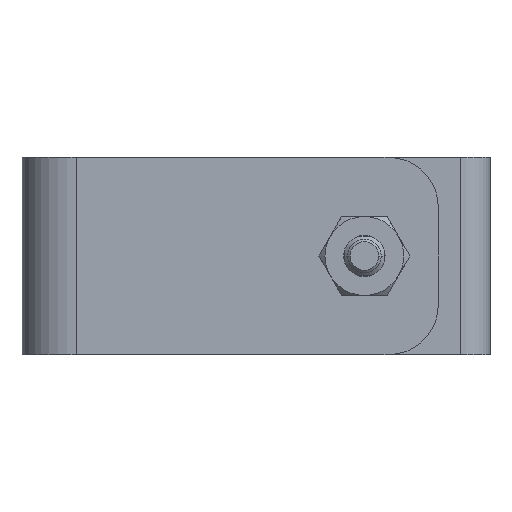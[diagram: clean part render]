
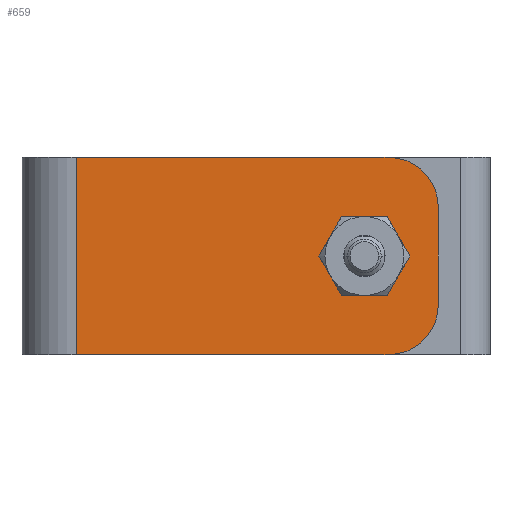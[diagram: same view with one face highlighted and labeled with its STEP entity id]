
A CAD part, left-side view. The second image highlights one B-rep face of the part: STEP entity #659.
In plain terms, the highlighted planar face has unit normal (-1, 0, 0).
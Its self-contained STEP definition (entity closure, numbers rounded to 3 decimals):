
#4 = CARTESIAN_POINT ( 'NONE',  ( -19., 10.5, -10. ) ) ;
#7 = CARTESIAN_POINT ( 'NONE',  ( -19., 20.5, -10. ) ) ;
#19 = CARTESIAN_POINT ( 'NONE',  ( -19., 21., -4.5 ) ) ;
#37 = ORIENTED_EDGE ( 'NONE', *, *, #432, .T. ) ;
#98 = VECTOR ( 'NONE', #2180, 1000. ) ;
#180 = ORIENTED_EDGE ( 'NONE', *, *, #1423, .F. ) ;
#205 = DIRECTION ( 'NONE',  ( 0., 1., 0. ) ) ;
#227 = CARTESIAN_POINT ( 'NONE',  ( -19., 30., 4.5 ) ) ;
#314 = CARTESIAN_POINT ( 'NONE',  ( -19., 20.5, 20. ) ) ;
#334 = VECTOR ( 'NONE', #1247, 1000. ) ;
#377 = CARTESIAN_POINT ( 'NONE',  ( -19., 10.5, 20. ) ) ;
#392 = VECTOR ( 'NONE', #2362, 1000. ) ;
#394 = DIRECTION ( 'NONE',  ( 1., 0., 0. ) ) ;
#399 = CARTESIAN_POINT ( 'NONE',  ( -19., 21., 4.5 ) ) ;
#432 = EDGE_CURVE ( 'NONE', #1318, #1024, #926, .T. ) ;
#500 = DIRECTION ( 'NONE',  ( 0., -1., 0. ) ) ;
#502 = AXIS2_PLACEMENT_3D ( 'NONE', #7, #1425, #205 ) ;
#526 = CARTESIAN_POINT ( 'NONE',  ( -19., 20.5, 10. ) ) ;
#538 = CARTESIAN_POINT ( 'NONE',  ( -19., 21., 4.5 ) ) ;
#550 = LINE ( 'NONE', #2285, #1087 ) ;
#578 = CARTESIAN_POINT ( 'NONE',  ( -19., 20.5, -20. ) ) ;
#635 = EDGE_CURVE ( 'NONE', #1024, #1762, #550, .T. ) ;
#637 = DIRECTION ( 'NONE',  ( 0., 0., -1. ) ) ;
#659 = ADVANCED_FACE ( 'NONE', ( #2553, #2082 ), #1406, .F. ) ;
#687 = LINE ( 'NONE', #1910, #2228 ) ;
#728 = DIRECTION ( 'NONE',  ( 0., 1., 0. ) ) ;
#884 = CIRCLE ( 'NONE', #502, 10. ) ;
#926 = LINE ( 'NONE', #996, #392 ) ;
#939 = AXIS2_PLACEMENT_3D ( 'NONE', #1795, #394, #2360 ) ;
#996 = CARTESIAN_POINT ( 'NONE',  ( -19., 84., 20. ) ) ;
#1018 = LINE ( 'NONE', #1041, #334 ) ;
#1019 = DIRECTION ( 'NONE',  ( 0., 0., 1. ) ) ;
#1024 = VERTEX_POINT ( 'NONE', #1544 ) ;
#1041 = CARTESIAN_POINT ( 'NONE',  ( -19., 21., -4.5 ) ) ;
#1077 = ORIENTED_EDGE ( 'NONE', *, *, #2427, .F. ) ;
#1087 = VECTOR ( 'NONE', #1561, 1000. ) ;
#1188 = AXIS2_PLACEMENT_3D ( 'NONE', #526, #1937, #728 ) ;
#1221 = ORIENTED_EDGE ( 'NONE', *, *, #1852, .T. ) ;
#1239 = DIRECTION ( 'NONE',  ( 0., 1., 0. ) ) ;
#1245 = EDGE_LOOP ( 'NONE', ( #180, #1895, #2336, #1077 ) ) ;
#1247 = DIRECTION ( 'NONE',  ( 0., -1., 0. ) ) ;
#1318 = VERTEX_POINT ( 'NONE', #1398 ) ;
#1398 = CARTESIAN_POINT ( 'NONE',  ( -19., 84., 20. ) ) ;
#1406 = PLANE ( 'NONE',  #939 ) ;
#1418 = VECTOR ( 'NONE', #1019, 1000. ) ;
#1423 = EDGE_CURVE ( 'NONE', #2204, #1482, #2072, .T. ) ;
#1425 = DIRECTION ( 'NONE',  ( -1., 0., 0. ) ) ;
#1433 = CARTESIAN_POINT ( 'NONE',  ( -19., 30., 4.5 ) ) ;
#1482 = VERTEX_POINT ( 'NONE', #1670 ) ;
#1544 = CARTESIAN_POINT ( 'NONE',  ( -19., 84., -20. ) ) ;
#1561 = DIRECTION ( 'NONE',  ( 0., -1., 0. ) ) ;
#1578 = EDGE_CURVE ( 'NONE', #1318, #2045, #687, .T. ) ;
#1670 = CARTESIAN_POINT ( 'NONE',  ( -19., 30., -4.5 ) ) ;
#1723 = LINE ( 'NONE', #377, #98 ) ;
#1762 = VERTEX_POINT ( 'NONE', #578 ) ;
#1792 = VECTOR ( 'NONE', #1239, 1000. ) ;
#1795 = CARTESIAN_POINT ( 'NONE',  ( -19., 84., 20. ) ) ;
#1827 = EDGE_CURVE ( 'NONE', #1925, #2076, #1949, .T. ) ;
#1831 = CARTESIAN_POINT ( 'NONE',  ( -19., 21., 4.5 ) ) ;
#1852 = EDGE_CURVE ( 'NONE', #1762, #2356, #884, .T. ) ;
#1895 = ORIENTED_EDGE ( 'NONE', *, *, #2190, .F. ) ;
#1910 = CARTESIAN_POINT ( 'NONE',  ( -19., 84., 20. ) ) ;
#1925 = VERTEX_POINT ( 'NONE', #19 ) ;
#1931 = ORIENTED_EDGE ( 'NONE', *, *, #2051, .T. ) ;
#1937 = DIRECTION ( 'NONE',  ( -1., 0., 0. ) ) ;
#1949 = LINE ( 'NONE', #399, #1418 ) ;
#1988 = VERTEX_POINT ( 'NONE', #2103 ) ;
#2044 = CIRCLE ( 'NONE', #1188, 10. ) ;
#2045 = VERTEX_POINT ( 'NONE', #314 ) ;
#2051 = EDGE_CURVE ( 'NONE', #1988, #2045, #2044, .T. ) ;
#2072 = LINE ( 'NONE', #227, #2536 ) ;
#2076 = VERTEX_POINT ( 'NONE', #538 ) ;
#2079 = ORIENTED_EDGE ( 'NONE', *, *, #2289, .F. ) ;
#2082 = FACE_OUTER_BOUND ( 'NONE', #2314, .T. ) ;
#2103 = CARTESIAN_POINT ( 'NONE',  ( -19., 10.5, 10. ) ) ;
#2180 = DIRECTION ( 'NONE',  ( 0., 0., -1. ) ) ;
#2190 = EDGE_CURVE ( 'NONE', #2076, #2204, #2303, .T. ) ;
#2204 = VERTEX_POINT ( 'NONE', #1433 ) ;
#2228 = VECTOR ( 'NONE', #500, 1000. ) ;
#2285 = CARTESIAN_POINT ( 'NONE',  ( -19., 84., -20. ) ) ;
#2289 = EDGE_CURVE ( 'NONE', #1988, #2356, #1723, .T. ) ;
#2303 = LINE ( 'NONE', #1831, #1792 ) ;
#2314 = EDGE_LOOP ( 'NONE', ( #2598, #1221, #2079, #1931, #2442, #37 ) ) ;
#2336 = ORIENTED_EDGE ( 'NONE', *, *, #1827, .F. ) ;
#2356 = VERTEX_POINT ( 'NONE', #4 ) ;
#2360 = DIRECTION ( 'NONE',  ( 0., 1., 0. ) ) ;
#2362 = DIRECTION ( 'NONE',  ( 0., 0., -1. ) ) ;
#2427 = EDGE_CURVE ( 'NONE', #1482, #1925, #1018, .T. ) ;
#2442 = ORIENTED_EDGE ( 'NONE', *, *, #1578, .F. ) ;
#2536 = VECTOR ( 'NONE', #637, 1000. ) ;
#2553 = FACE_BOUND ( 'NONE', #1245, .T. ) ;
#2598 = ORIENTED_EDGE ( 'NONE', *, *, #635, .T. ) ;
